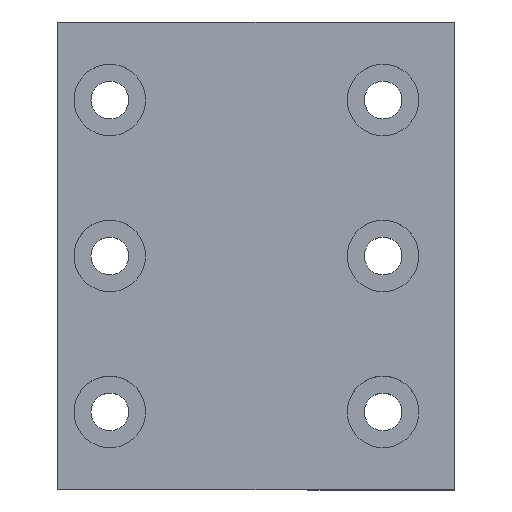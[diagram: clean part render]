
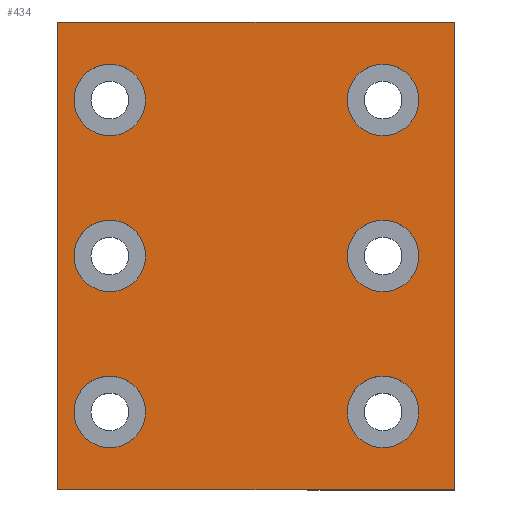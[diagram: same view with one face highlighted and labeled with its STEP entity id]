
A CAD part, top view. The second image highlights one B-rep face of the part: STEP entity #434.
In plain terms, the highlighted planar face has unit normal (0, 0, 1).
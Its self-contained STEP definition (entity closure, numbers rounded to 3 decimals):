
#40=FACE_BOUND('',#136,.T.);
#41=FACE_BOUND('',#137,.T.);
#42=FACE_BOUND('',#138,.T.);
#43=FACE_BOUND('',#139,.T.);
#44=FACE_BOUND('',#140,.T.);
#45=FACE_BOUND('',#141,.T.);
#52=CIRCLE('',#466,2.75);
#56=CIRCLE('',#473,2.75);
#59=CIRCLE('',#479,2.75);
#62=CIRCLE('',#485,2.75);
#65=CIRCLE('',#491,2.75);
#69=CIRCLE('',#498,2.75);
#97=FACE_OUTER_BOUND('',#135,.T.);
#135=EDGE_LOOP('',(#386,#387,#388,#389));
#136=EDGE_LOOP('',(#390));
#137=EDGE_LOOP('',(#391));
#138=EDGE_LOOP('',(#392));
#139=EDGE_LOOP('',(#393));
#140=EDGE_LOOP('',(#394));
#141=EDGE_LOOP('',(#395));
#147=LINE('',#661,#175);
#151=LINE('',#670,#179);
#167=LINE('',#752,#195);
#169=LINE('',#756,#197);
#175=VECTOR('',#524,10.);
#179=VECTOR('',#532,10.);
#195=VECTOR('',#632,10.);
#197=VECTOR('',#638,10.);
#205=VERTEX_POINT('',#658);
#206=VERTEX_POINT('',#660);
#209=VERTEX_POINT('',#668);
#212=VERTEX_POINT('',#677);
#216=VERTEX_POINT('',#690);
#219=VERTEX_POINT('',#701);
#222=VERTEX_POINT('',#712);
#225=VERTEX_POINT('',#723);
#229=VERTEX_POINT('',#736);
#233=VERTEX_POINT('',#750);
#242=EDGE_CURVE('',#206,#205,#147,.T.);
#247=EDGE_CURVE('',#205,#209,#151,.T.);
#250=EDGE_CURVE('',#212,#212,#52,.T.);
#256=EDGE_CURVE('',#216,#216,#56,.T.);
#261=EDGE_CURVE('',#219,#219,#59,.T.);
#266=EDGE_CURVE('',#222,#222,#62,.T.);
#271=EDGE_CURVE('',#225,#225,#65,.T.);
#277=EDGE_CURVE('',#229,#229,#69,.T.);
#285=EDGE_CURVE('',#209,#233,#167,.T.);
#287=EDGE_CURVE('',#233,#206,#169,.T.);
#386=ORIENTED_EDGE('',*,*,#242,.T.);
#387=ORIENTED_EDGE('',*,*,#247,.T.);
#388=ORIENTED_EDGE('',*,*,#285,.T.);
#389=ORIENTED_EDGE('',*,*,#287,.T.);
#390=ORIENTED_EDGE('',*,*,#250,.T.);
#391=ORIENTED_EDGE('',*,*,#256,.T.);
#392=ORIENTED_EDGE('',*,*,#261,.T.);
#393=ORIENTED_EDGE('',*,*,#266,.T.);
#394=ORIENTED_EDGE('',*,*,#271,.T.);
#395=ORIENTED_EDGE('',*,*,#277,.T.);
#408=PLANE('',#506);
#434=ADVANCED_FACE('',(#97,#40,#41,#42,#43,#44,#45),#408,.T.);
#466=AXIS2_PLACEMENT_3D('',#678,#541,#542);
#473=AXIS2_PLACEMENT_3D('',#691,#557,#558);
#479=AXIS2_PLACEMENT_3D('',#702,#571,#572);
#485=AXIS2_PLACEMENT_3D('',#713,#585,#586);
#491=AXIS2_PLACEMENT_3D('',#724,#599,#600);
#498=AXIS2_PLACEMENT_3D('',#737,#615,#616);
#506=AXIS2_PLACEMENT_3D('',#757,#639,#640);
#524=DIRECTION('',(-1.,0.,0.));
#532=DIRECTION('',(0.,-1.,0.));
#541=DIRECTION('center_axis',(0.,0.,-1.));
#542=DIRECTION('ref_axis',(1.,0.,0.));
#557=DIRECTION('center_axis',(0.,0.,-1.));
#558=DIRECTION('ref_axis',(1.,0.,0.));
#571=DIRECTION('center_axis',(0.,0.,-1.));
#572=DIRECTION('ref_axis',(1.,0.,0.));
#585=DIRECTION('center_axis',(0.,0.,-1.));
#586=DIRECTION('ref_axis',(1.,0.,0.));
#599=DIRECTION('center_axis',(0.,0.,-1.));
#600=DIRECTION('ref_axis',(1.,0.,0.));
#615=DIRECTION('center_axis',(0.,0.,-1.));
#616=DIRECTION('ref_axis',(1.,0.,0.));
#632=DIRECTION('',(1.,0.,0.));
#638=DIRECTION('',(0.,1.,0.));
#639=DIRECTION('center_axis',(0.,0.,1.));
#640=DIRECTION('ref_axis',(1.,0.,0.));
#658=CARTESIAN_POINT('',(-15.25,18.,5.5));
#660=CARTESIAN_POINT('',(15.25,18.,5.5));
#661=CARTESIAN_POINT('',(-15.25,18.,5.5));
#668=CARTESIAN_POINT('',(-15.25,-18.,5.5));
#670=CARTESIAN_POINT('',(-15.25,-18.,5.5));
#677=CARTESIAN_POINT('',(7.026,0.,5.5));
#678=CARTESIAN_POINT('Origin',(9.776,0.,5.5));
#690=CARTESIAN_POINT('',(-14.,12.,5.5));
#691=CARTESIAN_POINT('Origin',(-11.25,12.,5.5));
#701=CARTESIAN_POINT('',(-14.,-12.,5.5));
#702=CARTESIAN_POINT('Origin',(-11.25,-12.,5.5));
#712=CARTESIAN_POINT('',(-14.,0.,5.5));
#713=CARTESIAN_POINT('Origin',(-11.25,0.,
5.5));
#723=CARTESIAN_POINT('',(7.026,-12.,5.5));
#724=CARTESIAN_POINT('Origin',(9.776,-12.,5.5));
#736=CARTESIAN_POINT('',(7.026,12.,5.5));
#737=CARTESIAN_POINT('Origin',(9.776,12.,5.5));
#750=CARTESIAN_POINT('',(15.25,-18.,5.5));
#752=CARTESIAN_POINT('',(15.25,-18.,5.5));
#756=CARTESIAN_POINT('',(15.25,18.,5.5));
#757=CARTESIAN_POINT('Origin',(0.,0.,
5.5));
